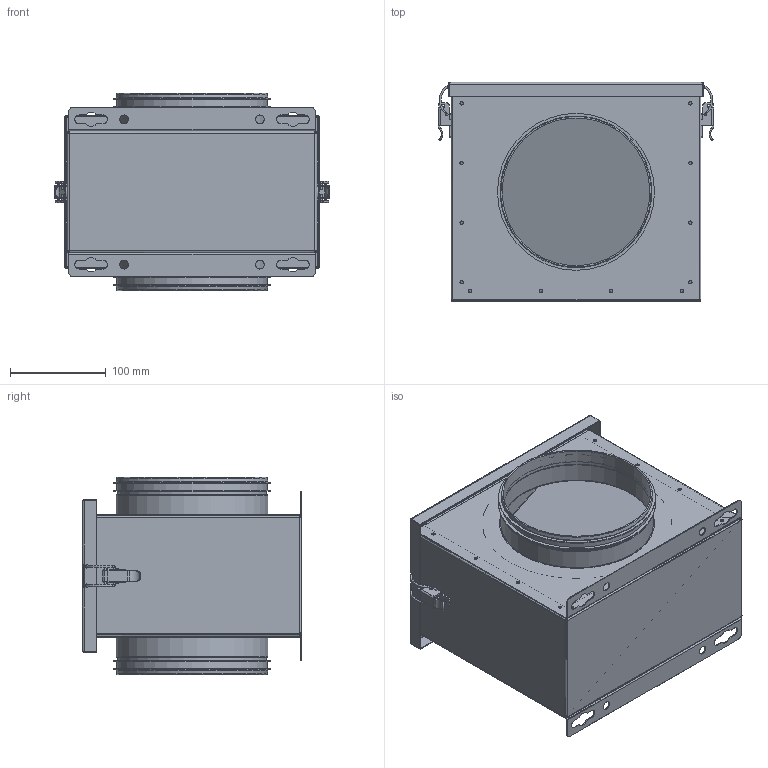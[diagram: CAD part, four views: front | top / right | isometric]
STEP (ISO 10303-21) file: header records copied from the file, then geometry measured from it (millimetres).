
FILE_DESCRIPTION(/* description */ (''),/* implementation_level */ '2;1');
FILE_NAME(/* name */ 'TFE 16.stp',/* time_stamp */ '2024-02-05T14:03:04Z',/* author */ ('matthew'),/* organization */ (''),/* preprocessor_version */ 'ST-DEVELOPER v19',/* originating_system */ 'Autodesk Inventor 2023',/* authorisation */ '');
FILE_SCHEMA (('AUTOMOTIVE_DESIGN { 1 0 10303 214 3 1 1 }'));
Length unit declared in the file: millimetre
Products named in the file (1): TFE 16
Bounding box: 287.4 x 229 x 205.99 mm (x, y, z)
Volume: 635705.3 mm3; surface area: 727034.8 mm2
Topology: 4 solids, 4 shells, 613 faces, 1479 edges, 904 vertices
Faces by surface type: plane 333, cylinder 234, torus 28, bspline 16, cone 2
Full cylindrical faces by diameter (mm): 2 x12, 2.6 x4, 3.3 x28, 3.5 x24, 9 x4, 154.4 x2, 155.4 x2, 157.4 x2, 158 x2, 159 x2, 162 x2, 164 x4, 198 x2
Entity records: 18886 total; most frequent: CARTESIAN_POINT 3652, DIRECTION 3144, ORIENTED_EDGE 2980, EDGE_CURVE 1490, AXIS2_PLACEMENT_3D 1108, LINE 928, VECTOR 928, VERTEX_POINT 906
